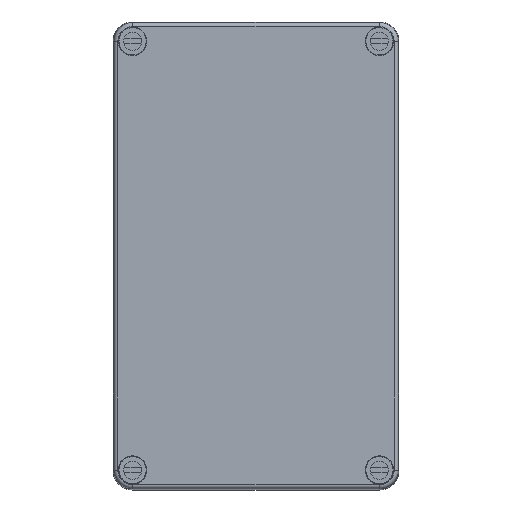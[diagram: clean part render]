
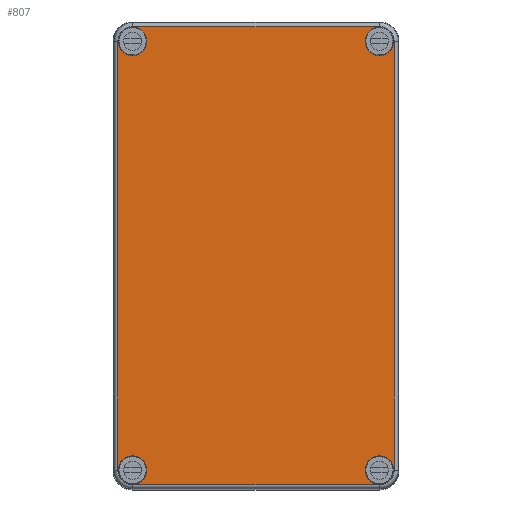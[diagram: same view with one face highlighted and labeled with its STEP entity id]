
A CAD part, top view. The second image highlights one B-rep face of the part: STEP entity #807.
In plain terms, the highlighted planar face has unit normal (0, 0, 1).
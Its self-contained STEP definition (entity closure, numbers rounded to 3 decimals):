
#807 = ADVANCED_FACE( '', ( #2030, #2031, #2032, #2033, #2034 ), #2035, .F. );
#2030 = FACE_BOUND( '', #3803, .T. );
#2031 = FACE_BOUND( '', #3804, .T. );
#2032 = FACE_BOUND( '', #3805, .T. );
#2033 = FACE_BOUND( '', #3806, .T. );
#2034 = FACE_OUTER_BOUND( '', #3807, .T. );
#2035 = PLANE( '', #3808 );
#3803 = EDGE_LOOP( '', ( #5949 ) );
#3804 = EDGE_LOOP( '', ( #5950 ) );
#3805 = EDGE_LOOP( '', ( #5951 ) );
#3806 = EDGE_LOOP( '', ( #5952 ) );
#3807 = EDGE_LOOP( '', ( #5953, #5954, #5955, #5956, #5957, #5958, #5959, #5960 ) );
#3808 = AXIS2_PLACEMENT_3D( '', #5961, #5962, #5963 );
#5949 = ORIENTED_EDGE( '', *, *, #10384, .F. );
#5950 = ORIENTED_EDGE( '', *, *, #10462, .F. );
#5951 = ORIENTED_EDGE( '', *, *, #10463, .F. );
#5952 = ORIENTED_EDGE( '', *, *, #10464, .F. );
#5953 = ORIENTED_EDGE( '', *, *, #10465, .T. );
#5954 = ORIENTED_EDGE( '', *, *, #10466, .F. );
#5955 = ORIENTED_EDGE( '', *, *, #10467, .T. );
#5956 = ORIENTED_EDGE( '', *, *, #10468, .T. );
#5957 = ORIENTED_EDGE( '', *, *, #10469, .F. );
#5958 = ORIENTED_EDGE( '', *, *, #10427, .T. );
#5959 = ORIENTED_EDGE( '', *, *, #10470, .F. );
#5960 = ORIENTED_EDGE( '', *, *, #10471, .F. );
#5961 = CARTESIAN_POINT( '', ( -53.173, 82.5, 39. ) );
#5962 = DIRECTION( '', ( 0., 0., -1. ) );
#5963 = DIRECTION( '', ( -1., 0., 0. ) );
#10384 = EDGE_CURVE( '', #12456, #12456, #12457, .T. );
#10427 = EDGE_CURVE( '', #12534, #12532, #12535, .T. );
#10462 = EDGE_CURVE( '', #12593, #12593, #12594, .T. );
#10463 = EDGE_CURVE( '', #12595, #12595, #12596, .T. );
#10464 = EDGE_CURVE( '', #12597, #12597, #12598, .T. );
#10465 = EDGE_CURVE( '', #12599, #12600, #12601, .T. );
#10466 = EDGE_CURVE( '', #12602, #12600, #12603, .T. );
#10467 = EDGE_CURVE( '', #12602, #12604, #12605, .T. );
#10468 = EDGE_CURVE( '', #12604, #12606, #12607, .T. );
#10469 = EDGE_CURVE( '', #12534, #12606, #12608, .T. );
#10470 = EDGE_CURVE( '', #12609, #12532, #12610, .T. );
#10471 = EDGE_CURVE( '', #12599, #12609, #12611, .T. );
#12456 = VERTEX_POINT( '', #15365 );
#12457 = CIRCLE( '', #15366, 5.5 );
#12532 = VERTEX_POINT( '', #15494 );
#12534 = VERTEX_POINT( '', #15496 );
#12535 = LINE( '', #15497, #15498 );
#12593 = VERTEX_POINT( '', #15574 );
#12594 = CIRCLE( '', #15575, 5.5 );
#12595 = VERTEX_POINT( '', #15576 );
#12596 = CIRCLE( '', #15577, 5.5 );
#12597 = VERTEX_POINT( '', #15578 );
#12598 = CIRCLE( '', #15579, 5.5 );
#12599 = VERTEX_POINT( '', #15580 );
#12600 = VERTEX_POINT( '', #15581 );
#12601 = CIRCLE( '', #15582, 5.673 );
#12602 = VERTEX_POINT( '', #15583 );
#12603 = LINE( '', #15584, #15585 );
#12604 = VERTEX_POINT( '', #15586 );
#12605 = CIRCLE( '', #15587, 5.673 );
#12606 = VERTEX_POINT( '', #15588 );
#12607 = LINE( '', #15589, #15590 );
#12608 = CIRCLE( '', #15591, 5.673 );
#12609 = VERTEX_POINT( '', #15592 );
#12610 = CIRCLE( '', #15593, 5.673 );
#12611 = LINE( '', #15594, #15595 );
#15365 = CARTESIAN_POINT( '', ( -42., -82.5, 39. ) );
#15366 = AXIS2_PLACEMENT_3D( '', #18798, #18799, #18800 );
#15494 = CARTESIAN_POINT( '', ( -53.173, -82.5, 39. ) );
#15496 = CARTESIAN_POINT( '', ( -53.173, 82.5, 39. ) );
#15497 = CARTESIAN_POINT( '', ( -53.173, 82.5, 39. ) );
#15498 = VECTOR( '', #18866, 1000. );
#15574 = CARTESIAN_POINT( '', ( 53., -82.5, 39. ) );
#15575 = AXIS2_PLACEMENT_3D( '', #18912, #18913, #18914 );
#15576 = CARTESIAN_POINT( '', ( -42., 82.5, 39. ) );
#15577 = AXIS2_PLACEMENT_3D( '', #18915, #18916, #18917 );
#15578 = CARTESIAN_POINT( '', ( 53., 82.5, 39. ) );
#15579 = AXIS2_PLACEMENT_3D( '', #18918, #18919, #18920 );
#15580 = CARTESIAN_POINT( '', ( 47.5, -88.173, 39. ) );
#15581 = CARTESIAN_POINT( '', ( 53.173, -82.5, 39. ) );
#15582 = AXIS2_PLACEMENT_3D( '', #18921, #18922, #18923 );
#15583 = CARTESIAN_POINT( '', ( 53.173, 82.5, 39. ) );
#15584 = CARTESIAN_POINT( '', ( 53.173, 82.5, 39. ) );
#15585 = VECTOR( '', #18924, 1000. );
#15586 = CARTESIAN_POINT( '', ( 47.5, 88.173, 39. ) );
#15587 = AXIS2_PLACEMENT_3D( '', #18925, #18926, #18927 );
#15588 = CARTESIAN_POINT( '', ( -47.5, 88.173, 39. ) );
#15589 = CARTESIAN_POINT( '', ( 47.5, 88.173, 39. ) );
#15590 = VECTOR( '', #18928, 1000. );
#15591 = AXIS2_PLACEMENT_3D( '', #18929, #18930, #18931 );
#15592 = CARTESIAN_POINT( '', ( -47.5, -88.173, 39. ) );
#15593 = AXIS2_PLACEMENT_3D( '', #18932, #18933, #18934 );
#15594 = CARTESIAN_POINT( '', ( 47.5, -88.173, 39. ) );
#15595 = VECTOR( '', #18935, 1000. );
#18798 = CARTESIAN_POINT( '', ( -47.5, -82.5, 39. ) );
#18799 = DIRECTION( '', ( 0., 0., 1. ) );
#18800 = DIRECTION( '', ( 1., 0., 0. ) );
#18866 = DIRECTION( '', ( 0., -1., 0. ) );
#18912 = CARTESIAN_POINT( '', ( 47.5, -82.5, 39. ) );
#18913 = DIRECTION( '', ( 0., 0., 1. ) );
#18914 = DIRECTION( '', ( 1., 0., 0. ) );
#18915 = CARTESIAN_POINT( '', ( -47.5, 82.5, 39. ) );
#18916 = DIRECTION( '', ( 0., 0., 1. ) );
#18917 = DIRECTION( '', ( 1., 0., 0. ) );
#18918 = CARTESIAN_POINT( '', ( 47.5, 82.5, 39. ) );
#18919 = DIRECTION( '', ( 0., 0., 1. ) );
#18920 = DIRECTION( '', ( 1., 0., 0. ) );
#18921 = CARTESIAN_POINT( '', ( 47.5, -82.5, 39. ) );
#18922 = DIRECTION( '', ( 0., 0., 1. ) );
#18923 = DIRECTION( '', ( 1., 0., 0. ) );
#18924 = DIRECTION( '', ( 0., -1., 0. ) );
#18925 = CARTESIAN_POINT( '', ( 47.5, 82.5, 39. ) );
#18926 = DIRECTION( '', ( 0., 0., 1. ) );
#18927 = DIRECTION( '', ( 1., 0., 0. ) );
#18928 = DIRECTION( '', ( -1., 0., 0. ) );
#18929 = CARTESIAN_POINT( '', ( -47.5, 82.5, 39. ) );
#18930 = DIRECTION( '', ( 0., 0., -1. ) );
#18931 = DIRECTION( '', ( -1., 0., 0. ) );
#18932 = CARTESIAN_POINT( '', ( -47.5, -82.5, 39. ) );
#18933 = DIRECTION( '', ( 0., 0., -1. ) );
#18934 = DIRECTION( '', ( -1., 0., 0. ) );
#18935 = DIRECTION( '', ( -1., 0., 0. ) );
